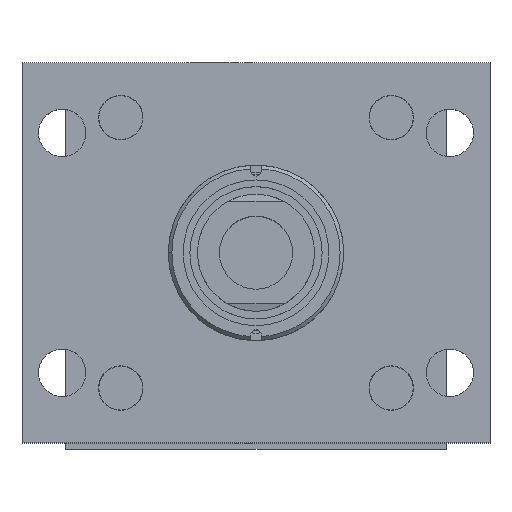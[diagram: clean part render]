
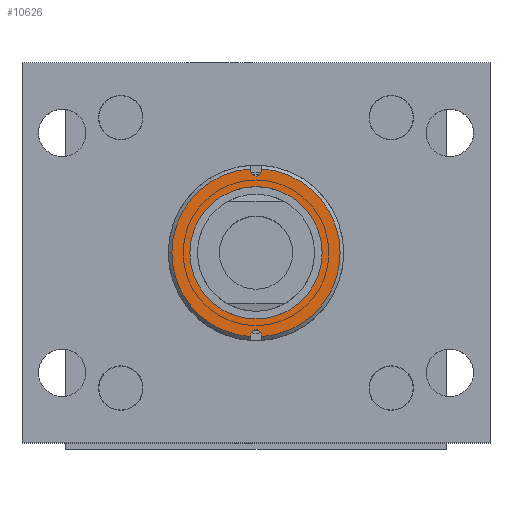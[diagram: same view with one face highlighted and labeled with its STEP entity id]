
A CAD part, top view. The second image highlights one B-rep face of the part: STEP entity #10626.
In plain terms, the highlighted planar face has unit normal (0, 0, 1).
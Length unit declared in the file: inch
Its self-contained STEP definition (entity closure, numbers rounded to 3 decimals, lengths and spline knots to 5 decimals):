
#8 = CIRCLE ( 'NONE', #8887, 1.13104 ) ;
#289 = DIRECTION ( 'NONE',  ( -1., 0., 0. ) ) ;
#409 = CARTESIAN_POINT ( 'NONE',  ( 19.2471, 42.4197, -2.93519 ) ) ;
#444 = EDGE_CURVE ( 'NONE', #3751, #9285, #7082, .T. ) ;
#575 = CARTESIAN_POINT ( 'NONE',  ( 19.3411, 43.85462, -2.93519 ) ) ;
#642 = VERTEX_POINT ( 'NONE', #867 ) ;
#740 = ORIENTED_EDGE ( 'NONE', *, *, #6137, .F. ) ;
#867 = CARTESIAN_POINT ( 'NONE',  ( 17.8091, 42.4197, -2.93519 ) ) ;
#1023 = DIRECTION ( 'NONE',  ( 0., 0., 1. ) ) ;
#1060 = DIRECTION ( 'NONE',  ( 1., 0., 0. ) ) ;
#1171 = ORIENTED_EDGE ( 'NONE', *, *, #1188, .F. ) ;
#1182 = VERTEX_POINT ( 'NONE', #6570 ) ;
#1188 = EDGE_CURVE ( 'NONE', #5924, #7011, #10219, .T. ) ;
#1256 = VERTEX_POINT ( 'NONE', #575 ) ;
#1362 = CARTESIAN_POINT ( 'NONE',  ( 19.2471, 42.4197, -2.93519 ) ) ;
#1533 = AXIS2_PLACEMENT_3D ( 'NONE', #2007, #5491, #289 ) ;
#1552 = CARTESIAN_POINT ( 'NONE',  ( 19.2471, 42.4197, -2.93519 ) ) ;
#1614 = DIRECTION ( 'NONE',  ( 1., 0., 0. ) ) ;
#1638 = CARTESIAN_POINT ( 'NONE',  ( 19.1531, 43.8257, -2.93519 ) ) ;
#1648 = CARTESIAN_POINT ( 'NONE',  ( 19.3411, 43.55073, -2.93519 ) ) ;
#1823 = EDGE_CURVE ( 'NONE', #1256, #9285, #5979, .T. ) ;
#1941 = EDGE_CURVE ( 'NONE', #7011, #642, #3001, .T. ) ;
#2007 = CARTESIAN_POINT ( 'NONE',  ( 19.2471, 42.4197, -2.93519 ) ) ;
#2219 = DIRECTION ( 'NONE',  ( 0., -1., 0. ) ) ;
#2238 = ORIENTED_EDGE ( 'NONE', *, *, #6283, .F. ) ;
#2262 = LINE ( 'NONE', #11018, #10795 ) ;
#2437 = DIRECTION ( 'NONE',  ( 0., -1., 0. ) ) ;
#2440 = DIRECTION ( 'NONE',  ( 0., 0., 1. ) ) ;
#2463 = EDGE_CURVE ( 'NONE', #642, #1182, #10712, .T. ) ;
#2550 = VERTEX_POINT ( 'NONE', #1638 ) ;
#2745 = FACE_BOUND ( 'NONE', #10905, .T. ) ;
#2773 = CARTESIAN_POINT ( 'NONE',  ( 19.1531, 40.98477, -2.93519 ) ) ;
#3001 = CIRCLE ( 'NONE', #8888, 1.438 ) ;
#3108 = DIRECTION ( 'NONE',  ( 0., 0., -1. ) ) ;
#3182 = DIRECTION ( 'NONE',  ( -1., 0., 0. ) ) ;
#3625 = CARTESIAN_POINT ( 'NONE',  ( 19.1531, 41.0137, -2.93519 ) ) ;
#3702 = EDGE_CURVE ( 'NONE', #4829, #1256, #5139, .T. ) ;
#3751 = VERTEX_POINT ( 'NONE', #5766 ) ;
#3799 = CARTESIAN_POINT ( 'NONE',  ( 19.3411, 40.98477, -2.93519 ) ) ;
#4042 = DIRECTION ( 'NONE',  ( -1., 0., 0. ) ) ;
#4829 = VERTEX_POINT ( 'NONE', #6742 ) ;
#4930 = EDGE_CURVE ( 'NONE', #2550, #1182, #2262, .T. ) ;
#4997 = DIRECTION ( 'NONE',  ( -1., 0., 0. ) ) ;
#5016 = AXIS2_PLACEMENT_3D ( 'NONE', #409, #9823, #10836 ) ;
#5058 = ORIENTED_EDGE ( 'NONE', *, *, #3702, .F. ) ;
#5139 = LINE ( 'NONE', #7307, #6227 ) ;
#5178 = ORIENTED_EDGE ( 'NONE', *, *, #2463, .F. ) ;
#5491 = DIRECTION ( 'NONE',  ( 0., 0., -1. ) ) ;
#5582 = DIRECTION ( 'NONE',  ( 0., 1., 0. ) ) ;
#5766 = CARTESIAN_POINT ( 'NONE',  ( 19.3411, 41.0137, -2.93519 ) ) ;
#5797 = DIRECTION ( 'NONE',  ( 0., 0., -1. ) ) ;
#5832 = DIRECTION ( 'NONE',  ( 0., 1., 0. ) ) ;
#5924 = VERTEX_POINT ( 'NONE', #3625 ) ;
#5979 = CIRCLE ( 'NONE', #5016, 1.438 ) ;
#6077 = CARTESIAN_POINT ( 'NONE',  ( 19.2471, 43.8257, -2.93519 ) ) ;
#6132 = ORIENTED_EDGE ( 'NONE', *, *, #444, .T. ) ;
#6137 = EDGE_CURVE ( 'NONE', #3751, #5924, #6540, .T. ) ;
#6174 = AXIS2_PLACEMENT_3D ( 'NONE', #6077, #11182, #9571 ) ;
#6227 = VECTOR ( 'NONE', #5582, 39.37008 ) ;
#6256 = CARTESIAN_POINT ( 'NONE',  ( 19.2471, 43.55073, -2.93519 ) ) ;
#6283 = EDGE_CURVE ( 'NONE', #2550, #4829, #9800, .T. ) ;
#6488 = AXIS2_PLACEMENT_3D ( 'NONE', #6256, #1023, #1060 ) ;
#6540 = CIRCLE ( 'NONE', #8364, 0.094 ) ;
#6570 = CARTESIAN_POINT ( 'NONE',  ( 19.1531, 43.85462, -2.93519 ) ) ;
#6612 = CARTESIAN_POINT ( 'NONE',  ( 19.1531, 43.55073, -2.93519 ) ) ;
#6614 = EDGE_CURVE ( 'NONE', #8862, #7642, #9789, .T. ) ;
#6742 = CARTESIAN_POINT ( 'NONE',  ( 19.3411, 43.8257, -2.93519 ) ) ;
#6834 = CARTESIAN_POINT ( 'NONE',  ( 18.11607, 42.4197, -2.93519 ) ) ;
#7011 = VERTEX_POINT ( 'NONE', #2773 ) ;
#7082 = LINE ( 'NONE', #1648, #8860 ) ;
#7110 = ORIENTED_EDGE ( 'NONE', *, *, #4930, .T. ) ;
#7307 = CARTESIAN_POINT ( 'NONE',  ( 19.3411, 43.55073, -2.93519 ) ) ;
#7642 = VERTEX_POINT ( 'NONE', #11137 ) ;
#7989 = ORIENTED_EDGE ( 'NONE', *, *, #1823, .F. ) ;
#8113 = EDGE_CURVE ( 'NONE', #7642, #8862, #8, .T. ) ;
#8364 = AXIS2_PLACEMENT_3D ( 'NONE', #9309, #2440, #1614 ) ;
#8474 = VECTOR ( 'NONE', #2219, 39.37008 ) ;
#8752 = FACE_OUTER_BOUND ( 'NONE', #10812, .T. ) ;
#8860 = VECTOR ( 'NONE', #2437, 39.37008 ) ;
#8862 = VERTEX_POINT ( 'NONE', #6834 ) ;
#8887 = AXIS2_PLACEMENT_3D ( 'NONE', #1552, #10189, #4997 ) ;
#8888 = AXIS2_PLACEMENT_3D ( 'NONE', #10127, #5797, #4042 ) ;
#9285 = VERTEX_POINT ( 'NONE', #3799 ) ;
#9309 = CARTESIAN_POINT ( 'NONE',  ( 19.2471, 41.0137, -2.93519 ) ) ;
#9571 = DIRECTION ( 'NONE',  ( 1., 0., 0. ) ) ;
#9701 = PLANE ( 'NONE',  #6488 ) ;
#9789 = CIRCLE ( 'NONE', #1533, 1.13104 ) ;
#9800 = CIRCLE ( 'NONE', #6174, 0.094 ) ;
#9823 = DIRECTION ( 'NONE',  ( 0., 0., -1. ) ) ;
#10106 = ORIENTED_EDGE ( 'NONE', *, *, #1941, .F. ) ;
#10127 = CARTESIAN_POINT ( 'NONE',  ( 19.2471, 42.4197, -2.93519 ) ) ;
#10189 = DIRECTION ( 'NONE',  ( 0., 0., -1. ) ) ;
#10219 = LINE ( 'NONE', #6612, #8474 ) ;
#10515 = ORIENTED_EDGE ( 'NONE', *, *, #8113, .T. ) ;
#10608 = AXIS2_PLACEMENT_3D ( 'NONE', #1362, #3108, #3182 ) ;
#10626 = ADVANCED_FACE ( 'NONE', ( #8752, #2745 ), #9701, .T. ) ;
#10712 = CIRCLE ( 'NONE', #10608, 1.438 ) ;
#10795 = VECTOR ( 'NONE', #5832, 39.37008 ) ;
#10812 = EDGE_LOOP ( 'NONE', ( #740, #6132, #7989, #5058, #2238, #7110, #5178, #10106, #1171 ) ) ;
#10836 = DIRECTION ( 'NONE',  ( -1., 0., 0. ) ) ;
#10905 = EDGE_LOOP ( 'NONE', ( #11148, #10515 ) ) ;
#11018 = CARTESIAN_POINT ( 'NONE',  ( 19.1531, 43.55073, -2.93519 ) ) ;
#11137 = CARTESIAN_POINT ( 'NONE',  ( 20.37814, 42.4197, -2.93519 ) ) ;
#11148 = ORIENTED_EDGE ( 'NONE', *, *, #6614, .T. ) ;
#11182 = DIRECTION ( 'NONE',  ( 0., 0., 1. ) ) ;
